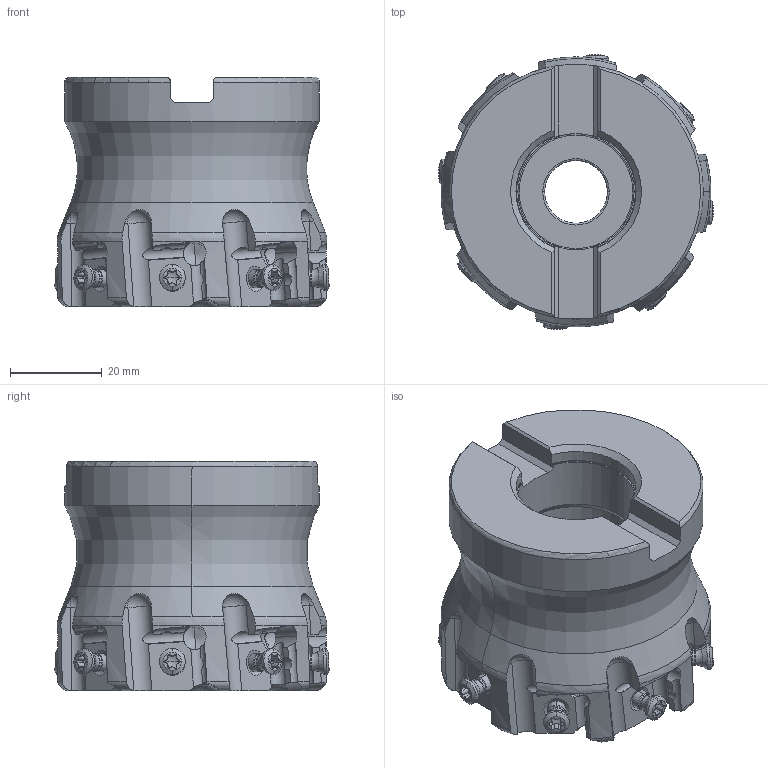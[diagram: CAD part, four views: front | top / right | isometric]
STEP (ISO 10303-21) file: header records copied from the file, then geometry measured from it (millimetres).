
FILE_DESCRIPTION(/* description */ (''),/* implementation_level */ '2;1');
FILE_NAME(/* name */ 'VOX400UR2508C.stp',/* time_stamp */ '2019-03-26T13:44:40+09:00',/* author */ (''),/* organization */ (''),/* preprocessor_version */ 'ST-DEVELOPER v16',/* originating_system */ 'SIEMENS PLM Software NX 10.0',/* authorisation */ '');
FILE_SCHEMA (('AUTOMOTIVE_DESIGN { 1 0 10303 214 3 1 1 1 }'));
Length unit declared in the file: millimetre
Products named in the file (1): VOX400UR2508C_ASM
Bounding box: 59.86 x 59.86 x 50.1 mm (x, y, z)
Volume: 86952.8 mm3; surface area: 20728.2 mm2
Topology: 9 solids, 9 shells, 677 faces, 1968 edges, 1262 vertices
Faces by surface type: cylinder 300, plane 141, cone 140, torus 64, sphere 32
Entity records: 28937 total; most frequent: CARTESIAN_POINT 11448, ORIENTED_EDGE 3808, DIRECTION 3526, EDGE_CURVE 1904, AXIS2_PLACEMENT_3D 1449, VERTEX_POINT 1262, CIRCLE 716, EDGE_LOOP 696
